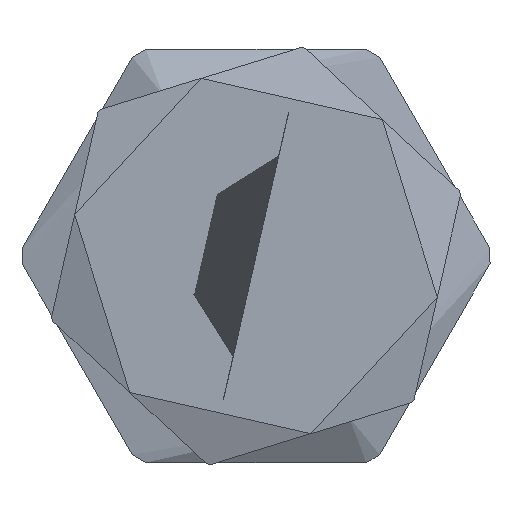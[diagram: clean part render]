
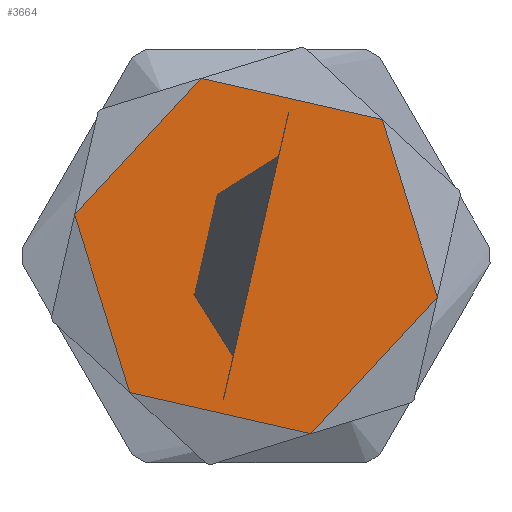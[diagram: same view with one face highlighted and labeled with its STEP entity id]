
A CAD part, left-side view. The second image highlights one B-rep face of the part: STEP entity #3664.
In plain terms, the highlighted free-form (B-spline) face has degree [1, 1] with [2, 2] control points.
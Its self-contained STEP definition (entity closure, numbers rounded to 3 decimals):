
#2903 = VERTEX_POINT('',#2904);
#2904 = CARTESIAN_POINT('',(-11.691,16.,6.75));
#2942 = VERTEX_POINT('',#2943);
#2943 = CARTESIAN_POINT('',(11.691,16.,-6.75));
#3011 = VERTEX_POINT('',#3012);
#3012 = CARTESIAN_POINT('',(-11.691,16.,-6.75));
#3050 = VERTEX_POINT('',#3051);
#3051 = CARTESIAN_POINT('',(0.,16.,13.5));
#3104 = VERTEX_POINT('',#3105);
#3105 = CARTESIAN_POINT('',(0.,16.,-13.5));
#3158 = VERTEX_POINT('',#3159);
#3159 = CARTESIAN_POINT('',(11.691,16.,6.75));
#3210 = EDGE_CURVE('',#2903,#3050,#3211,.T.);
#3211 = ( BOUNDED_CURVE() B_SPLINE_CURVE(2,(#3212,#3213,#3214),
.UNSPECIFIED.,.F.,.F.) B_SPLINE_CURVE_WITH_KNOTS((3,3),(0.524,
1.571),.PIECEWISE_BEZIER_KNOTS.) CURVE() 
GEOMETRIC_REPRESENTATION_ITEM() RATIONAL_B_SPLINE_CURVE((1.,
0.866,1.)) REPRESENTATION_ITEM('') );
#3212 = CARTESIAN_POINT('',(-11.691,16.,6.75));
#3213 = CARTESIAN_POINT('',(-7.794,16.,13.5));
#3214 = CARTESIAN_POINT('',(0.,16.,13.5));
#3234 = EDGE_CURVE('',#3050,#3158,#3235,.T.);
#3235 = ( BOUNDED_CURVE() B_SPLINE_CURVE(2,(#3236,#3237,#3238),
.UNSPECIFIED.,.F.,.F.) B_SPLINE_CURVE_WITH_KNOTS((3,3),(1.571,
2.618),.PIECEWISE_BEZIER_KNOTS.) CURVE() 
GEOMETRIC_REPRESENTATION_ITEM() RATIONAL_B_SPLINE_CURVE((1.,
0.866,1.)) REPRESENTATION_ITEM('') );
#3236 = CARTESIAN_POINT('',(0.,16.,13.5));
#3237 = CARTESIAN_POINT('',(7.794,16.,13.5));
#3238 = CARTESIAN_POINT('',(11.691,16.,6.75));
#3265 = EDGE_CURVE('',#3104,#3011,#3266,.T.);
#3266 = ( BOUNDED_CURVE() B_SPLINE_CURVE(2,(#3267,#3268,#3269),
.UNSPECIFIED.,.F.,.F.) B_SPLINE_CURVE_WITH_KNOTS((3,3),(4.712,
5.76),.PIECEWISE_BEZIER_KNOTS.) CURVE() 
GEOMETRIC_REPRESENTATION_ITEM() RATIONAL_B_SPLINE_CURVE((1.,
0.866,1.)) REPRESENTATION_ITEM('') );
#3267 = CARTESIAN_POINT('',(0.,16.,-13.5));
#3268 = CARTESIAN_POINT('',(-7.794,16.,-13.5));
#3269 = CARTESIAN_POINT('',(-11.691,16.,-6.75));
#3289 = EDGE_CURVE('',#3158,#2942,#3290,.T.);
#3290 = ( BOUNDED_CURVE() B_SPLINE_CURVE(2,(#3291,#3292,#3293),
.UNSPECIFIED.,.F.,.F.) B_SPLINE_CURVE_WITH_KNOTS((3,3),(2.618,
3.665),.PIECEWISE_BEZIER_KNOTS.) CURVE() 
GEOMETRIC_REPRESENTATION_ITEM() RATIONAL_B_SPLINE_CURVE((1.,
0.866,1.)) REPRESENTATION_ITEM('') );
#3291 = CARTESIAN_POINT('',(11.691,16.,6.75));
#3292 = CARTESIAN_POINT('',(15.588,16.,0.));
#3293 = CARTESIAN_POINT('',(11.691,16.,-6.75));
#3306 = EDGE_CURVE('',#2942,#3104,#3307,.T.);
#3307 = ( BOUNDED_CURVE() B_SPLINE_CURVE(2,(#3308,#3309,#3310),
.UNSPECIFIED.,.F.,.F.) B_SPLINE_CURVE_WITH_KNOTS((3,3),(3.665,
4.712),.PIECEWISE_BEZIER_KNOTS.) CURVE() 
GEOMETRIC_REPRESENTATION_ITEM() RATIONAL_B_SPLINE_CURVE((1.,
0.866,1.)) REPRESENTATION_ITEM('') );
#3308 = CARTESIAN_POINT('',(11.691,16.,-6.75));
#3309 = CARTESIAN_POINT('',(7.794,16.,-13.5));
#3310 = CARTESIAN_POINT('',(0.,16.,-13.5));
#3618 = EDGE_CURVE('',#3619,#3621,#3623,.T.);
#3619 = VERTEX_POINT('',#3620);
#3620 = CARTESIAN_POINT('',(-10.721,16.,0.));
#3621 = VERTEX_POINT('',#3622);
#3622 = CARTESIAN_POINT('',(10.721,16.,0.));
#3623 = ( BOUNDED_CURVE() B_SPLINE_CURVE(2,(#3624,#3625,#3626,#3627,
#3628),.UNSPECIFIED.,.F.,.F.) B_SPLINE_CURVE_WITH_KNOTS((3,2,3),(0.,
1.571,3.142),.UNSPECIFIED.) CURVE() 
GEOMETRIC_REPRESENTATION_ITEM() RATIONAL_B_SPLINE_CURVE((1.,
0.707,1.,0.707,1.)) REPRESENTATION_ITEM('') );
#3624 = CARTESIAN_POINT('',(-10.721,16.,0.));
#3625 = CARTESIAN_POINT('',(-10.721,16.,10.721));
#3626 = CARTESIAN_POINT('',(0.,16.,10.721));
#3627 = CARTESIAN_POINT('',(10.721,16.,10.721));
#3628 = CARTESIAN_POINT('',(10.721,16.,0.));
#3630 = EDGE_CURVE('',#3621,#3619,#3631,.T.);
#3631 = ( BOUNDED_CURVE() B_SPLINE_CURVE(2,(#3632,#3633,#3634,#3635,
#3636),.UNSPECIFIED.,.F.,.F.) B_SPLINE_CURVE_WITH_KNOTS((3,2,3),(
    3.142,4.712,6.283),
.PIECEWISE_BEZIER_KNOTS.) CURVE() GEOMETRIC_REPRESENTATION_ITEM() 
RATIONAL_B_SPLINE_CURVE((1.,0.707,1.,0.707,1.)) 
REPRESENTATION_ITEM('') );
#3632 = CARTESIAN_POINT('',(10.721,16.,0.));
#3633 = CARTESIAN_POINT('',(10.721,16.,-10.721));
#3634 = CARTESIAN_POINT('',(0.,16.,-10.721));
#3635 = CARTESIAN_POINT('',(-10.721,16.,-10.721));
#3636 = CARTESIAN_POINT('',(-10.721,16.,0.));
#3664 = ADVANCED_FACE('',(#3665,#3678),#3682,.T.);
#3665 = FACE_BOUND('',#3666,.T.);
#3666 = EDGE_LOOP('',(#3667,#3673,#3674,#3675,#3676,#3677));
#3667 = ORIENTED_EDGE('',*,*,#3668,.F.);
#3668 = EDGE_CURVE('',#3011,#2903,#3669,.T.);
#3669 = ( BOUNDED_CURVE() B_SPLINE_CURVE(2,(#3670,#3671,#3672),
.UNSPECIFIED.,.F.,.F.) B_SPLINE_CURVE_WITH_KNOTS((3,3),(-0.524,
0.524),.PIECEWISE_BEZIER_KNOTS.) CURVE() 
GEOMETRIC_REPRESENTATION_ITEM() RATIONAL_B_SPLINE_CURVE((1.,
0.866,1.)) REPRESENTATION_ITEM('') );
#3670 = CARTESIAN_POINT('',(-11.691,16.,-6.75));
#3671 = CARTESIAN_POINT('',(-15.588,16.,0.));
#3672 = CARTESIAN_POINT('',(-11.691,16.,6.75));
#3673 = ORIENTED_EDGE('',*,*,#3265,.F.);
#3674 = ORIENTED_EDGE('',*,*,#3306,.F.);
#3675 = ORIENTED_EDGE('',*,*,#3289,.F.);
#3676 = ORIENTED_EDGE('',*,*,#3234,.F.);
#3677 = ORIENTED_EDGE('',*,*,#3210,.F.);
#3678 = FACE_BOUND('',#3679,.T.);
#3679 = EDGE_LOOP('',(#3680,#3681));
#3680 = ORIENTED_EDGE('',*,*,#3618,.T.);
#3681 = ORIENTED_EDGE('',*,*,#3630,.T.);
#3682 = B_SPLINE_SURFACE_WITH_KNOTS('',1,1,(
    (#3683,#3684)
    ,(#3685,#3686
  )),.UNSPECIFIED.,.F.,.F.,.F.,(2,2),(2,2),(-1.351,1.351),(
    -0.349,2.771),.PIECEWISE_BEZIER_KNOTS.);
#3683 = CARTESIAN_POINT('',(-15.598,16.,13.51));
#3684 = CARTESIAN_POINT('',(15.598,16.,13.51));
#3685 = CARTESIAN_POINT('',(-15.598,16.,-13.51));
#3686 = CARTESIAN_POINT('',(15.598,16.,-13.51));
